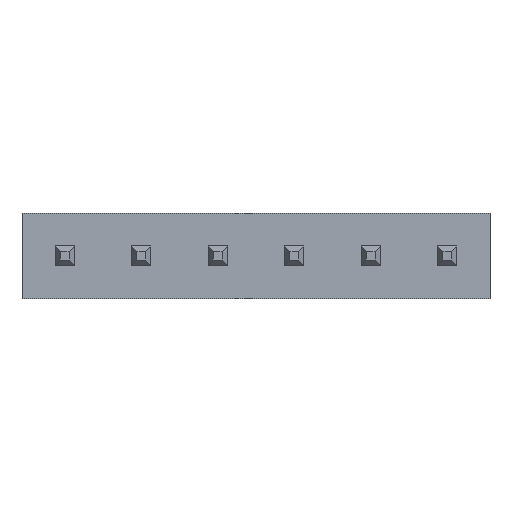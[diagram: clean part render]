
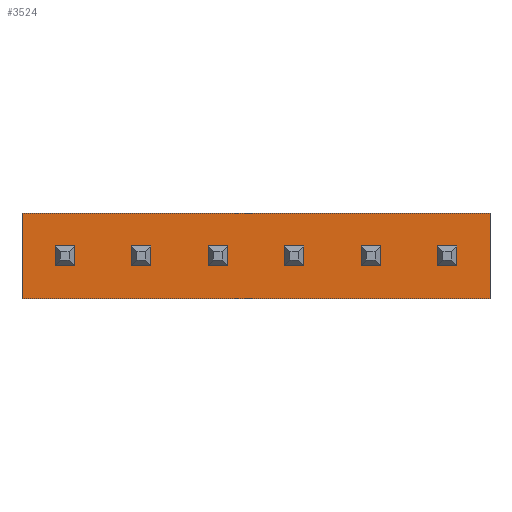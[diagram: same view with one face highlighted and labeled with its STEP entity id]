
A CAD part, top view. The second image highlights one B-rep face of the part: STEP entity #3524.
In plain terms, the highlighted planar face has unit normal (0, 0, 1).
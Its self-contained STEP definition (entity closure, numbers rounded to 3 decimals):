
#3399 = CARTESIAN_POINT ( 'NONE',  ( 14.12, 1.42, 2.54 ) ) ;
#3400 = VERTEX_POINT ( 'NONE', #3399 ) ;
#3407 = CARTESIAN_POINT ( 'NONE',  ( 14.12, -1.42, 2.54 ) ) ;
#3408 = VERTEX_POINT ( 'NONE', #3407 ) ;
#3409 = CARTESIAN_POINT ( 'NONE',  ( 14.12, -1.42, 2.54 ) ) ;
#3410 = DIRECTION ( 'NONE',  ( 0., 1., 0. ) ) ;
#3411 = VECTOR ( 'NONE', #3410, 1000. ) ;
#3412 = LINE ( 'NONE', #3409, #3411 ) ;
#3413 = EDGE_CURVE ( 'NONE', #3408, #3400, #3412, .T. ) ;
#3437 = CARTESIAN_POINT ( 'NONE',  ( -1.42, 1.42, 2.54 ) ) ;
#3438 = VERTEX_POINT ( 'NONE', #3437 ) ;
#3445 = CARTESIAN_POINT ( 'NONE',  ( -1.42, 1.42, 2.54 ) ) ;
#3446 = DIRECTION ( 'NONE',  ( -1., 0., 0. ) ) ;
#3447 = VECTOR ( 'NONE', #3446, 1000. ) ;
#3448 = LINE ( 'NONE', #3445, #3447 ) ;
#3449 = EDGE_CURVE ( 'NONE', #3400, #3438, #3448, .T. ) ;
#3468 = CARTESIAN_POINT ( 'NONE',  ( -1.42, -1.42, 2.54 ) ) ;
#3469 = VERTEX_POINT ( 'NONE', #3468 ) ;
#3476 = CARTESIAN_POINT ( 'NONE',  ( -1.42, -1.42, 2.54 ) ) ;
#3477 = DIRECTION ( 'NONE',  ( 0., -1., 0. ) ) ;
#3478 = VECTOR ( 'NONE', #3477, 1000. ) ;
#3479 = LINE ( 'NONE', #3476, #3478 ) ;
#3480 = EDGE_CURVE ( 'NONE', #3438, #3469, #3479, .T. ) ;
#3498 = CARTESIAN_POINT ( 'NONE',  ( -1.42, -1.42, 2.54 ) ) ;
#3499 = DIRECTION ( 'NONE',  ( 1., 0., 0. ) ) ;
#3500 = VECTOR ( 'NONE', #3499, 1000. ) ;
#3501 = LINE ( 'NONE', #3498, #3500 ) ;
#3502 = EDGE_CURVE ( 'NONE', #3469, #3408, #3501, .T. ) ;
#3513 = ORIENTED_EDGE ( 'NONE', *, *, #3413, .T. ) ;
#3514 = ORIENTED_EDGE ( 'NONE', *, *, #3449, .T. ) ;
#3515 = ORIENTED_EDGE ( 'NONE', *, *, #3480, .T. ) ;
#3516 = ORIENTED_EDGE ( 'NONE', *, *, #3502, .T. ) ;
#3517 = EDGE_LOOP ( 'NONE', ( #3513, #3514, #3515, #3516 ) ) ;
#3518 = FACE_OUTER_BOUND ( 'NONE', #3517, .T. ) ;
#3519 = CARTESIAN_POINT ( 'NONE',  ( 6.35, 0., 2.54 ) ) ;
#3520 = DIRECTION ( 'NONE',  ( 0., 0., -1. ) ) ;
#3521 = DIRECTION ( 'NONE',  ( 0., 1., 0. ) ) ;
#3522 = AXIS2_PLACEMENT_3D ( 'NONE', #3519, #3520, #3521 ) ;
#3523 = PLANE ( 'NONE', #3522 ) ;
#3524 = ADVANCED_FACE ( 'NONE', ( #3518 ), #3523, .F. ) ;
